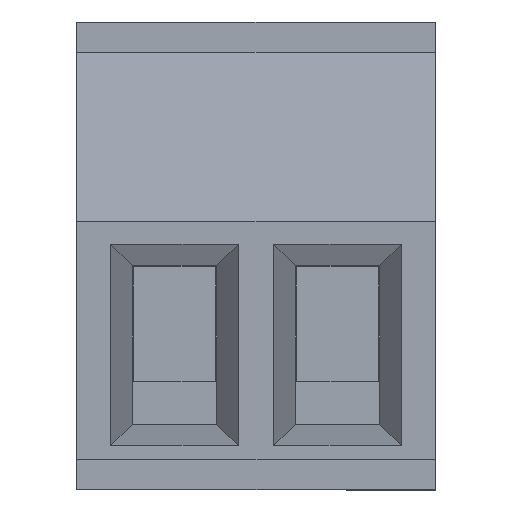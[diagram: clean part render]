
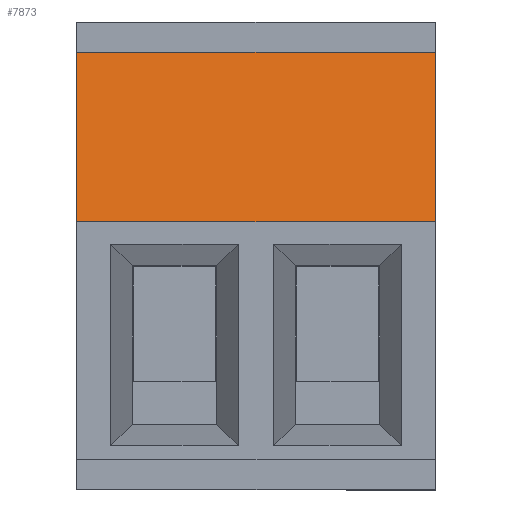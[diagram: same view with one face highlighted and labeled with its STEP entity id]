
A CAD part, top view. The second image highlights one B-rep face of the part: STEP entity #7873.
In plain terms, the highlighted face is planar.
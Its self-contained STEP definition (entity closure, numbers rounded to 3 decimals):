
#123 = ORIENTED_EDGE ( 'NONE', *, *, #11306, .T. ) ;
#286 = CARTESIAN_POINT ( 'NONE',  ( -8.44, -7.552, 4.8 ) ) ;
#1090 = ORIENTED_EDGE ( 'NONE', *, *, #5552, .T. ) ;
#1940 = ORIENTED_EDGE ( 'NONE', *, *, #2944, .T. ) ;
#2375 = LINE ( 'NONE', #3565, #6390 ) ;
#2865 = EDGE_CURVE ( 'NONE', #14280, #7438, #13813, .T. ) ;
#2944 = EDGE_CURVE ( 'NONE', #5527, #7828, #10707, .T. ) ;
#3360 = DIRECTION ( 'NONE',  ( -1., 0., 0. ) ) ;
#3565 = CARTESIAN_POINT ( 'NONE',  ( 0., -8.318, 0.8 ) ) ;
#3636 = PLANE ( 'NONE',  #7884 ) ;
#3706 = DIRECTION ( 'NONE',  ( 0., -0.982, 0.188 ) ) ;
#3825 = CARTESIAN_POINT ( 'NONE',  ( 0., -8.318, 0.8 ) ) ;
#3884 = ORIENTED_EDGE ( 'NONE', *, *, #2865, .T. ) ;
#4470 = DIRECTION ( 'NONE',  ( 1., 0., 0. ) ) ;
#4661 = CARTESIAN_POINT ( 'NONE',  ( 0., -8.318, 0.8 ) ) ;
#4874 = FACE_OUTER_BOUND ( 'NONE', #10211, .T. ) ;
#5527 = VERTEX_POINT ( 'NONE', #13712 ) ;
#5552 = EDGE_CURVE ( 'NONE', #7438, #5527, #2375, .T. ) ;
#5586 = CARTESIAN_POINT ( 'NONE',  ( -8.44, -8.318, 0.8 ) ) ;
#6390 = VECTOR ( 'NONE', #4470, 1000. ) ;
#6567 = CARTESIAN_POINT ( 'NONE',  ( -8.44, -8.318, 0.8 ) ) ;
#7438 = VERTEX_POINT ( 'NONE', #6567 ) ;
#7828 = VERTEX_POINT ( 'NONE', #14386 ) ;
#7873 = ADVANCED_FACE ( 'NONE', ( #4874 ), #3636, .T. ) ;
#7884 = AXIS2_PLACEMENT_3D ( 'NONE', #4661, #3706, #11415 ) ;
#7944 = CARTESIAN_POINT ( 'NONE',  ( 0., -7.552, 4.8 ) ) ;
#9039 = LINE ( 'NONE', #7944, #14047 ) ;
#10211 = EDGE_LOOP ( 'NONE', ( #3884, #1090, #1940, #123 ) ) ;
#10696 = VECTOR ( 'NONE', #11673, 1000. ) ;
#10707 = LINE ( 'NONE', #3825, #10696 ) ;
#11306 = EDGE_CURVE ( 'NONE', #7828, #14280, #9039, .T. ) ;
#11415 = DIRECTION ( 'NONE',  ( 0., -0.188, -0.982 ) ) ;
#11673 = DIRECTION ( 'NONE',  ( 0., 0.188, 0.982 ) ) ;
#13606 = DIRECTION ( 'NONE',  ( 0., -0.188, -0.982 ) ) ;
#13712 = CARTESIAN_POINT ( 'NONE',  ( 0., -8.318, 0.8 ) ) ;
#13764 = VECTOR ( 'NONE', #13606, 1000. ) ;
#13813 = LINE ( 'NONE', #5586, #13764 ) ;
#14047 = VECTOR ( 'NONE', #3360, 1000. ) ;
#14280 = VERTEX_POINT ( 'NONE', #286 ) ;
#14386 = CARTESIAN_POINT ( 'NONE',  ( 0., -7.552, 4.8 ) ) ;
